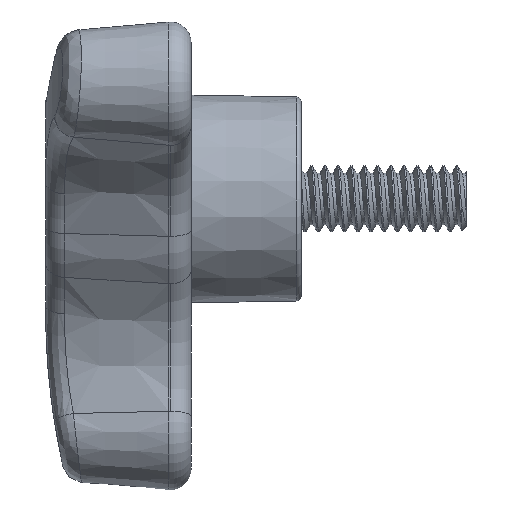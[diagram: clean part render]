
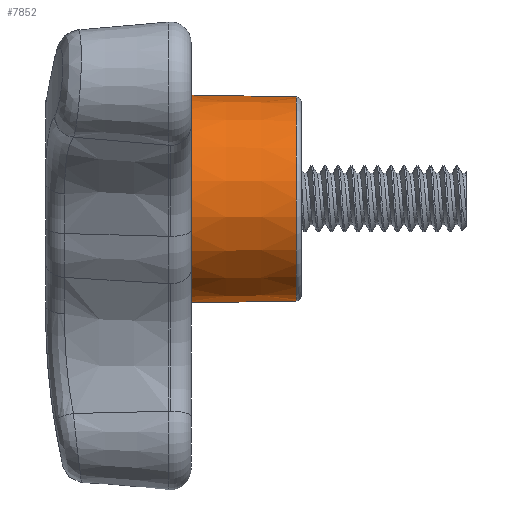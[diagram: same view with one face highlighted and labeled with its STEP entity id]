
A CAD part, left-side view. The second image highlights one B-rep face of the part: STEP entity #7852.
In plain terms, the highlighted conical face has half-angle 1 degrees and reference radius 10 mm.
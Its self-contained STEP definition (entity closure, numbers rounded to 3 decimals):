
#276 = VERTEX_POINT ( 'NONE', #16529 ) ;
#555 = DIRECTION ( 'NONE',  ( 0., 1., 0.017 ) ) ;
#779 = EDGE_CURVE ( 'NONE', #276, #9836, #3318, .T. ) ;
#1531 = DIRECTION ( 'NONE',  ( 0., 1., -0.017 ) ) ;
#1540 = VERTEX_POINT ( 'NONE', #16052 ) ;
#2206 = DIRECTION ( 'NONE',  ( 0., 0., -1. ) ) ;
#2627 = VERTEX_POINT ( 'NONE', #5603 ) ;
#2795 = CARTESIAN_POINT ( 'NONE',  ( 0., -14., -10. ) ) ;
#3318 = CIRCLE ( 'NONE', #16837, 10. ) ;
#3784 = EDGE_LOOP ( 'NONE', ( #14084, #9121, #14921, #6378 ) ) ;
#3971 = DIRECTION ( 'NONE',  ( 0., 0., 1. ) ) ;
#4445 = CARTESIAN_POINT ( 'NONE',  ( 0., -14., 0. ) ) ;
#5603 = CARTESIAN_POINT ( 'NONE',  ( 0., -24.109, -9.824 ) ) ;
#6378 = ORIENTED_EDGE ( 'NONE', *, *, #12477, .F. ) ;
#6574 = CIRCLE ( 'NONE', #7995, 9.824 ) ;
#7047 = VECTOR ( 'NONE', #555, 1000. ) ;
#7217 = DIRECTION ( 'NONE',  ( 0., 0., 1. ) ) ;
#7334 = VECTOR ( 'NONE', #1531, 1000. ) ;
#7852 = ADVANCED_FACE ( 'NONE', ( #13601 ), #10926, .T. ) ;
#7995 = AXIS2_PLACEMENT_3D ( 'NONE', #15822, #11869, #3971 ) ;
#8306 = EDGE_CURVE ( 'NONE', #2627, #1540, #6574, .T. ) ;
#9121 = ORIENTED_EDGE ( 'NONE', *, *, #16937, .T. ) ;
#9836 = VERTEX_POINT ( 'NONE', #11452 ) ;
#10926 = CONICAL_SURFACE ( 'NONE', #15983, 10., 0.017 ) ;
#10989 = LINE ( 'NONE', #15274, #7047 ) ;
#11452 = CARTESIAN_POINT ( 'NONE',  ( 0., -14., -10. ) ) ;
#11869 = DIRECTION ( 'NONE',  ( 0., 1., 0. ) ) ;
#12477 = EDGE_CURVE ( 'NONE', #2627, #9836, #16041, .T. ) ;
#13601 = FACE_OUTER_BOUND ( 'NONE', #3784, .T. ) ;
#14084 = ORIENTED_EDGE ( 'NONE', *, *, #8306, .T. ) ;
#14921 = ORIENTED_EDGE ( 'NONE', *, *, #779, .T. ) ;
#15066 = DIRECTION ( 'NONE',  ( 0., -1., 0. ) ) ;
#15274 = CARTESIAN_POINT ( 'NONE',  ( 0., -14., 10. ) ) ;
#15539 = DIRECTION ( 'NONE',  ( 0., 1., 0. ) ) ;
#15822 = CARTESIAN_POINT ( 'NONE',  ( 0., -24.109, 0. ) ) ;
#15983 = AXIS2_PLACEMENT_3D ( 'NONE', #16494, #15539, #2206 ) ;
#16041 = LINE ( 'NONE', #2795, #7334 ) ;
#16052 = CARTESIAN_POINT ( 'NONE',  ( 0., -24.109, 9.824 ) ) ;
#16494 = CARTESIAN_POINT ( 'NONE',  ( 0., -14., 0. ) ) ;
#16529 = CARTESIAN_POINT ( 'NONE',  ( 0., -14., 10. ) ) ;
#16837 = AXIS2_PLACEMENT_3D ( 'NONE', #4445, #15066, #7217 ) ;
#16937 = EDGE_CURVE ( 'NONE', #1540, #276, #10989, .T. ) ;
